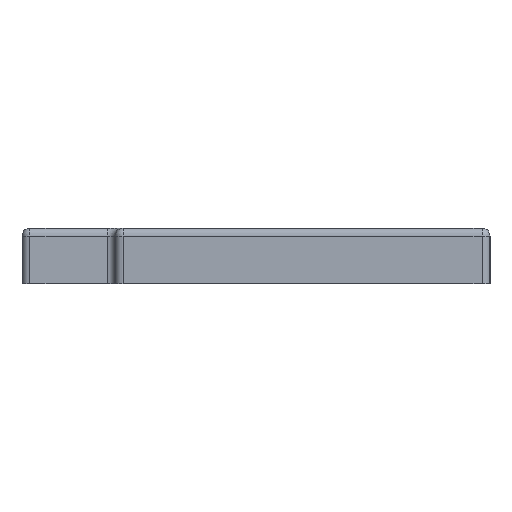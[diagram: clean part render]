
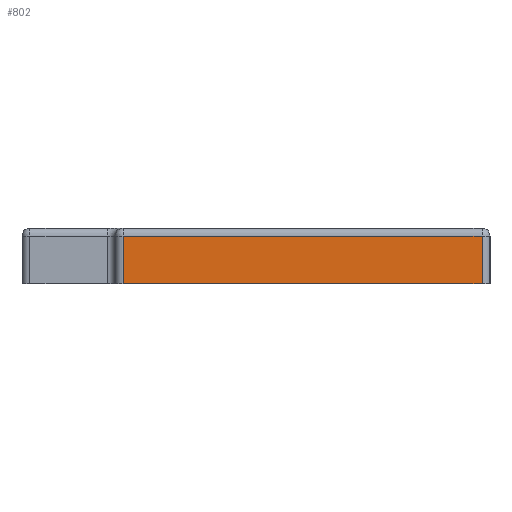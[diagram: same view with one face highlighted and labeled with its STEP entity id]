
A CAD part, left-side view. The second image highlights one B-rep face of the part: STEP entity #802.
In plain terms, the highlighted planar face has unit normal (-1, 0, 0).
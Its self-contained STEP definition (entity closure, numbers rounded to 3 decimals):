
#170 = VERTEX_POINT('',#171);
#171 = CARTESIAN_POINT('',(1.2,1.5,0.7));
#178 = EDGE_CURVE('',#170,#179,#181,.T.);
#179 = VERTEX_POINT('',#180);
#180 = CARTESIAN_POINT('',(1.2,15.,0.7));
#181 = LINE('',#182,#183);
#182 = CARTESIAN_POINT('',(1.2,1.2,0.7));
#183 = VECTOR('',#184,1.);
#184 = DIRECTION('',(0.,1.,0.));
#759 = VERTEX_POINT('',#760);
#760 = CARTESIAN_POINT('',(1.2,15.,2.5));
#767 = EDGE_CURVE('',#179,#759,#768,.T.);
#768 = LINE('',#769,#770);
#769 = CARTESIAN_POINT('',(1.2,15.,0.7));
#770 = VECTOR('',#771,1.);
#771 = DIRECTION('',(0.,0.,1.));
#782 = EDGE_CURVE('',#170,#783,#785,.T.);
#783 = VERTEX_POINT('',#784);
#784 = CARTESIAN_POINT('',(1.2,1.5,2.5));
#785 = LINE('',#786,#787);
#786 = CARTESIAN_POINT('',(1.2,1.5,0.7));
#787 = VECTOR('',#788,1.);
#788 = DIRECTION('',(0.,0.,1.));
#802 = ADVANCED_FACE('',(#803),#814,.T.);
#803 = FACE_BOUND('',#804,.T.);
#804 = EDGE_LOOP('',(#805,#806,#807,#813));
#805 = ORIENTED_EDGE('',*,*,#178,.F.);
#806 = ORIENTED_EDGE('',*,*,#782,.T.);
#807 = ORIENTED_EDGE('',*,*,#808,.T.);
#808 = EDGE_CURVE('',#783,#759,#809,.T.);
#809 = LINE('',#810,#811);
#810 = CARTESIAN_POINT('',(1.2,1.2,2.5));
#811 = VECTOR('',#812,1.);
#812 = DIRECTION('',(0.,1.,0.));
#813 = ORIENTED_EDGE('',*,*,#767,.F.);
#814 = PLANE('',#815);
#815 = AXIS2_PLACEMENT_3D('',#816,#817,#818);
#816 = CARTESIAN_POINT('',(1.2,1.2,0.7));
#817 = DIRECTION('',(-1.,0.,0.));
#818 = DIRECTION('',(0.,1.,0.));
